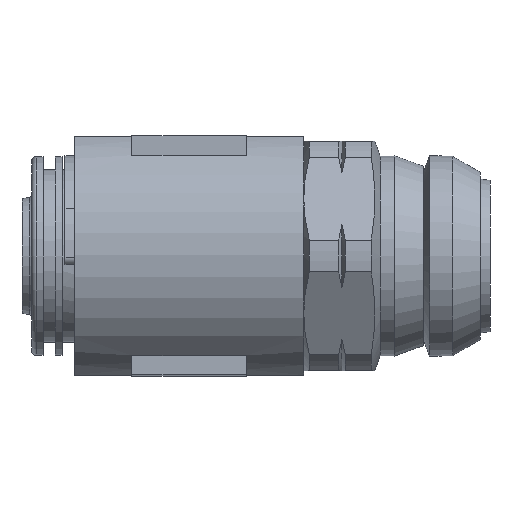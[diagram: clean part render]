
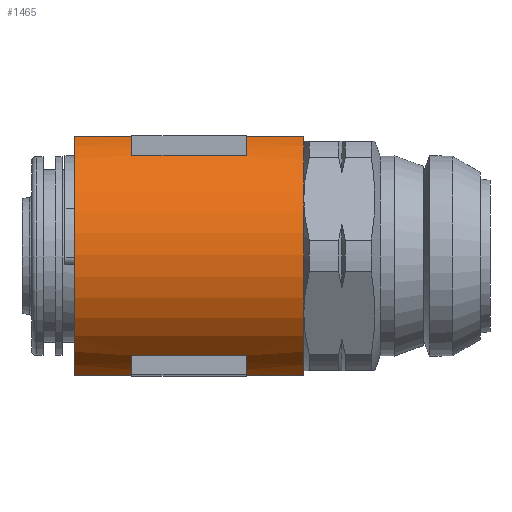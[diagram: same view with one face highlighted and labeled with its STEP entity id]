
A CAD part, left-side view. The second image highlights one B-rep face of the part: STEP entity #1465.
In plain terms, the highlighted cylindrical face has radius 13.5 mm (diameter 27 mm), a partial arc.
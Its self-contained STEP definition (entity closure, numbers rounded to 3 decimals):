
#20 = FACE_OUTER_BOUND ( 'NONE', #6002, .T. ) ;
#28 = CYLINDRICAL_SURFACE ( 'NONE', #2928, 13.5 ) ;
#172 = DIRECTION ( 'NONE',  ( 0., 1., 0. ) ) ;
#183 = CARTESIAN_POINT ( 'NONE',  ( 0., 47.5, 0. ) ) ;
#989 = DIRECTION ( 'NONE',  ( 0., 1., 0. ) ) ;
#990 = CARTESIAN_POINT ( 'NONE',  ( -5.196, 47.5, -12.46 ) ) ;
#991 = DIRECTION ( 'NONE',  ( 0., 1., 0. ) ) ;
#992 = CARTESIAN_POINT ( 'NONE',  ( -8.58, 47.5, -10.422 ) ) ;
#993 = DIRECTION ( 'NONE',  ( 0.008, 0., 1. ) ) ;
#994 = DIRECTION ( 'NONE',  ( 0., -1., 0. ) ) ;
#995 = CARTESIAN_POINT ( 'NONE',  ( 0., 37.5, 0. ) ) ;
#1001 = DIRECTION ( 'NONE',  ( 0., 1., 0. ) ) ;
#1005 = CARTESIAN_POINT ( 'NONE',  ( -5.196, 47.5, -12.46 ) ) ;
#1014 = DIRECTION ( 'NONE',  ( -0.008, 0., -1. ) ) ;
#1015 = DIRECTION ( 'NONE',  ( 0., 1., 0. ) ) ;
#1016 = CARTESIAN_POINT ( 'NONE',  ( 0., 25.5, 0. ) ) ;
#1024 = EDGE_CURVE ( 'NONE', #1957, #1954, #2685, .T. ) ;
#1032 = EDGE_CURVE ( 'NONE', #1956, #5881, #2702, .T. ) ;
#1035 = EDGE_CURVE ( 'NONE', #1964, #1956, #2704, .T. ) ;
#1037 = EDGE_CURVE ( 'NONE', #1954, #1964, #2713, .T. ) ;
#1038 = EDGE_CURVE ( 'NONE', #1927, #1957, #2715, .T. ) ;
#1465 = ADVANCED_FACE ( 'NONE', ( #20 ), #28, .T. ) ;
#1926 = VERTEX_POINT ( 'NONE', #4057 ) ;
#1927 = VERTEX_POINT ( 'NONE', #4058 ) ;
#1949 = VERTEX_POINT ( 'NONE', #4080 ) ;
#1951 = VERTEX_POINT ( 'NONE', #4082 ) ;
#1953 = VERTEX_POINT ( 'NONE', #4084 ) ;
#1954 = VERTEX_POINT ( 'NONE', #4085 ) ;
#1955 = VERTEX_POINT ( 'NONE', #4086 ) ;
#1956 = VERTEX_POINT ( 'NONE', #4087 ) ;
#1957 = VERTEX_POINT ( 'NONE', #4088 ) ;
#1964 = VERTEX_POINT ( 'NONE', #4095 ) ;
#2143 = DIRECTION ( 'NONE',  ( 0.008, 0., 1. ) ) ;
#2471 = EDGE_CURVE ( 'NONE', #5881, #5880, #5599, .T. ) ;
#2685 = CIRCLE ( 'NONE', #3497, 13.5 ) ;
#2702 = LINE ( 'NONE', #1005, #2707 ) ;
#2704 = CIRCLE ( 'NONE', #3498, 13.5 ) ;
#2707 = VECTOR ( 'NONE', #1001, 1000. ) ;
#2713 = LINE ( 'NONE', #992, #2716 ) ;
#2715 = LINE ( 'NONE', #990, #2718 ) ;
#2716 = VECTOR ( 'NONE', #991, 1000. ) ;
#2718 = VECTOR ( 'NONE', #989, 1000. ) ;
#2928 = AXIS2_PLACEMENT_3D ( 'NONE', #183, #172, #2143 ) ;
#3072 = AXIS2_PLACEMENT_3D ( 'NONE', #4261, #4262, #4263 ) ;
#3103 = AXIS2_PLACEMENT_3D ( 'NONE', #5051, #5052, #5053 ) ;
#3112 = AXIS2_PLACEMENT_3D ( 'NONE', #5174, #5175, #5176 ) ;
#3113 = AXIS2_PLACEMENT_3D ( 'NONE', #5187, #5188, #5189 ) ;
#3447 = EDGE_CURVE ( 'NONE', #1926, #1927, #5726, .T. ) ;
#3483 = EDGE_CURVE ( 'NONE', #1949, #1926, #5787, .T. ) ;
#3486 = EDGE_CURVE ( 'NONE', #1951, #1949, #5793, .T. ) ;
#3489 = EDGE_CURVE ( 'NONE', #1953, #1951, #5798, .T. ) ;
#3492 = EDGE_CURVE ( 'NONE', #1955, #1953, #5804, .T. ) ;
#3493 = EDGE_CURVE ( 'NONE', #5880, #1955, #5806, .T. ) ;
#3497 = AXIS2_PLACEMENT_3D ( 'NONE', #1016, #1015, #1014 ) ;
#3498 = AXIS2_PLACEMENT_3D ( 'NONE', #995, #994, #993 ) ;
#3958 = ORIENTED_EDGE ( 'NONE', *, *, #2471, .F. ) ;
#3959 = ORIENTED_EDGE ( 'NONE', *, *, #1032, .F. ) ;
#3960 = ORIENTED_EDGE ( 'NONE', *, *, #1035, .F. ) ;
#3961 = ORIENTED_EDGE ( 'NONE', *, *, #1037, .F. ) ;
#3962 = ORIENTED_EDGE ( 'NONE', *, *, #1024, .F. ) ;
#3963 = ORIENTED_EDGE ( 'NONE', *, *, #1038, .F. ) ;
#3964 = ORIENTED_EDGE ( 'NONE', *, *, #3447, .F. ) ;
#3965 = ORIENTED_EDGE ( 'NONE', *, *, #3483, .F. ) ;
#3966 = ORIENTED_EDGE ( 'NONE', *, *, #3486, .F. ) ;
#3967 = ORIENTED_EDGE ( 'NONE', *, *, #3489, .F. ) ;
#3968 = ORIENTED_EDGE ( 'NONE', *, *, #3492, .F. ) ;
#3969 = ORIENTED_EDGE ( 'NONE', *, *, #3493, .F. ) ;
#4057 = CARTESIAN_POINT ( 'NONE',  ( -5.004, 19.5, 12.538 ) ) ;
#4058 = CARTESIAN_POINT ( 'NONE',  ( -5.196, 19.5, -12.46 ) ) ;
#4080 = CARTESIAN_POINT ( 'NONE',  ( -5.004, 25.5, 12.538 ) ) ;
#4082 = CARTESIAN_POINT ( 'NONE',  ( -8.419, 25.5, 10.553 ) ) ;
#4084 = CARTESIAN_POINT ( 'NONE',  ( -8.419, 37.5, 10.553 ) ) ;
#4085 = CARTESIAN_POINT ( 'NONE',  ( -8.58, 25.5, -10.422 ) ) ;
#4086 = CARTESIAN_POINT ( 'NONE',  ( -5.004, 37.5, 12.538 ) ) ;
#4087 = CARTESIAN_POINT ( 'NONE',  ( -5.196, 37.5, -12.46 ) ) ;
#4088 = CARTESIAN_POINT ( 'NONE',  ( -5.196, 25.5, -12.46 ) ) ;
#4095 = CARTESIAN_POINT ( 'NONE',  ( -8.58, 37.5, -10.422 ) ) ;
#4261 = CARTESIAN_POINT ( 'NONE',  ( 0., 43.5, 0. ) ) ;
#4262 = DIRECTION ( 'NONE',  ( 0., 1., 0. ) ) ;
#4263 = DIRECTION ( 'NONE',  ( -1., 0., 0.008 ) ) ;
#4772 = CARTESIAN_POINT ( 'NONE',  ( -5.196, 43.5, -12.46 ) ) ;
#4788 = CARTESIAN_POINT ( 'NONE',  ( -5.004, 43.5, 12.538 ) ) ;
#5051 = CARTESIAN_POINT ( 'NONE',  ( 0., 19.5, 0. ) ) ;
#5052 = DIRECTION ( 'NONE',  ( 0., -1., 0. ) ) ;
#5053 = DIRECTION ( 'NONE',  ( 0.008, 0., 1. ) ) ;
#5166 = CARTESIAN_POINT ( 'NONE',  ( -5.004, 47.5, 12.538 ) ) ;
#5167 = DIRECTION ( 'NONE',  ( 0., -1., 0. ) ) ;
#5174 = CARTESIAN_POINT ( 'NONE',  ( 0., 25.5, 0. ) ) ;
#5175 = DIRECTION ( 'NONE',  ( 0., 1., 0. ) ) ;
#5176 = DIRECTION ( 'NONE',  ( -0.008, 0., -1. ) ) ;
#5177 = DIRECTION ( 'NONE',  ( 0., -1., 0. ) ) ;
#5179 = CARTESIAN_POINT ( 'NONE',  ( -8.419, 47.5, 10.553 ) ) ;
#5180 = DIRECTION ( 'NONE',  ( 0., -1., 0. ) ) ;
#5182 = CARTESIAN_POINT ( 'NONE',  ( -5.004, 47.5, 12.538 ) ) ;
#5187 = CARTESIAN_POINT ( 'NONE',  ( 0., 37.5, 0. ) ) ;
#5188 = DIRECTION ( 'NONE',  ( 0., -1., 0. ) ) ;
#5189 = DIRECTION ( 'NONE',  ( 0.008, 0., 1. ) ) ;
#5599 = CIRCLE ( 'NONE', #3072, 13.5 ) ;
#5726 = CIRCLE ( 'NONE', #3103, 13.5 ) ;
#5787 = LINE ( 'NONE', #5166, #5790 ) ;
#5790 = VECTOR ( 'NONE', #5167, 1000. ) ;
#5793 = CIRCLE ( 'NONE', #3112, 13.5 ) ;
#5798 = LINE ( 'NONE', #5179, #5801 ) ;
#5801 = VECTOR ( 'NONE', #5180, 1000. ) ;
#5804 = CIRCLE ( 'NONE', #3113, 13.5 ) ;
#5806 = LINE ( 'NONE', #5182, #5808 ) ;
#5808 = VECTOR ( 'NONE', #5177, 1000. ) ;
#5880 = VERTEX_POINT ( 'NONE', #4788 ) ;
#5881 = VERTEX_POINT ( 'NONE', #4772 ) ;
#6002 = EDGE_LOOP ( 'NONE', ( #3958, #3959, #3960, #3961, #3962, #3963, #3964, #3965, #3966, #3967, #3968, #3969 ) ) ;
